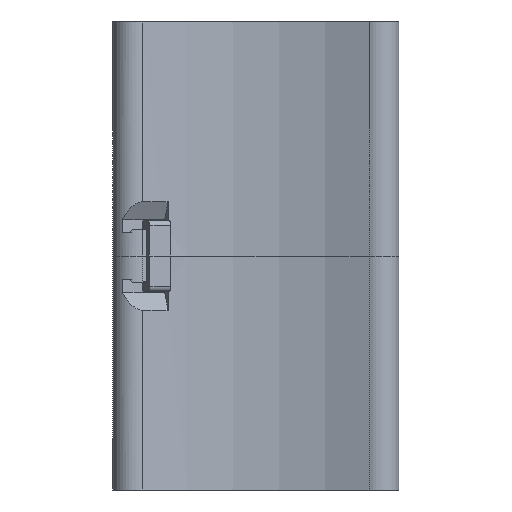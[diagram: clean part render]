
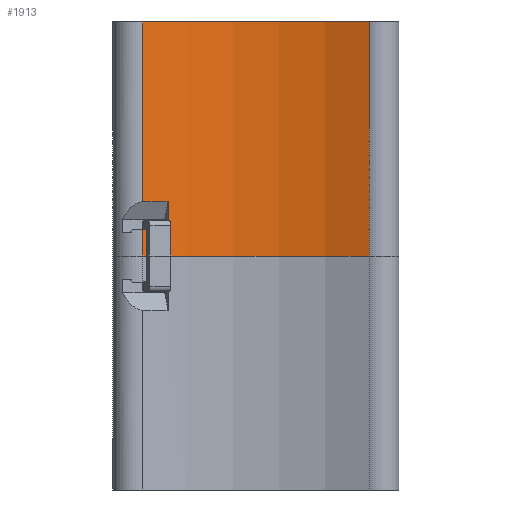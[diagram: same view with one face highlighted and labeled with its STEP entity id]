
A CAD part, front view. The second image highlights one B-rep face of the part: STEP entity #1913.
In plain terms, the highlighted cylindrical face has radius 51.799 mm (diameter 103.598 mm), a partial arc.
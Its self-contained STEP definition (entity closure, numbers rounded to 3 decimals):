
#176=FACE_OUTER_BOUND('',#292,.T.);
#292=EDGE_LOOP('',(#1386,#1387,#1388,#1389,#1390,#1391,#1392,#1393));
#393=LINE('',#2960,#527);
#398=LINE('',#3001,#532);
#400=LINE('',#3008,#534);
#410=LINE('',#3160,#544);
#527=VECTOR('',#2324,10.);
#532=VECTOR('',#2353,10.);
#534=VECTOR('',#2359,10.);
#544=VECTOR('',#2425,10.);
#655=CIRCLE('',#2037,51.799);
#658=CIRCLE('',#2042,51.799);
#680=CIRCLE('',#2083,51.799);
#681=CIRCLE('',#2084,51.799);
#788=VERTEX_POINT('',#2944);
#789=VERTEX_POINT('',#2955);
#790=VERTEX_POINT('',#2959);
#793=VERTEX_POINT('',#2969);
#796=VERTEX_POINT('',#3000);
#799=VERTEX_POINT('',#3006);
#825=VERTEX_POINT('',#3157);
#826=VERTEX_POINT('',#3159);
#983=EDGE_CURVE('',#788,#789,#655,.T.);
#984=EDGE_CURVE('',#789,#790,#393,.T.);
#991=EDGE_CURVE('',#790,#793,#658,.T.);
#999=EDGE_CURVE('',#788,#796,#398,.T.);
#1003=EDGE_CURVE('',#799,#793,#400,.T.);
#1039=EDGE_CURVE('',#825,#826,#410,.T.);
#1042=EDGE_CURVE('',#826,#799,#680,.T.);
#1043=EDGE_CURVE('',#796,#825,#681,.T.);
#1386=ORIENTED_EDGE('',*,*,#991,.T.);
#1387=ORIENTED_EDGE('',*,*,#1003,.F.);
#1388=ORIENTED_EDGE('',*,*,#1042,.F.);
#1389=ORIENTED_EDGE('',*,*,#1039,.F.);
#1390=ORIENTED_EDGE('',*,*,#1043,.F.);
#1391=ORIENTED_EDGE('',*,*,#999,.F.);
#1392=ORIENTED_EDGE('',*,*,#983,.T.);
#1393=ORIENTED_EDGE('',*,*,#984,.T.);
#1855=CYLINDRICAL_SURFACE('',#2082,51.799);
#1913=ADVANCED_FACE('',(#176),#1855,.F.);
#2037=AXIS2_PLACEMENT_3D('',#2957,#2320,#2321);
#2042=AXIS2_PLACEMENT_3D('',#2972,#2335,#2336);
#2082=AXIS2_PLACEMENT_3D('',#3164,#2429,#2430);
#2083=AXIS2_PLACEMENT_3D('',#3165,#2431,#2432);
#2084=AXIS2_PLACEMENT_3D('',#3166,#2433,#2434);
#2320=DIRECTION('center_axis',(0.,0.,-1.));
#2321=DIRECTION('ref_axis',(1.,0.,0.));
#2324=DIRECTION('',(0.,0.,-1.));
#2335=DIRECTION('center_axis',(0.,0.,
1.));
#2336=DIRECTION('ref_axis',(1.,0.,0.));
#2353=DIRECTION('',(0.,0.,1.));
#2359=DIRECTION('',(0.,0.,1.));
#2425=DIRECTION('',(0.,0.,-1.));
#2429=DIRECTION('center_axis',(0.,0.,1.));
#2430=DIRECTION('ref_axis',(1.,0.,0.));
#2431=DIRECTION('center_axis',(0.,0.,1.));
#2432=DIRECTION('ref_axis',(1.,0.,0.));
#2433=DIRECTION('center_axis',(0.,0.,-1.));
#2434=DIRECTION('ref_axis',(1.,0.,0.));
#2944=CARTESIAN_POINT('',(-21.815,-81.915,5.45));
#2955=CARTESIAN_POINT('',(-16.893,-79.929,5.45));
#2957=CARTESIAN_POINT('Origin',(0.,-128.896,
5.45));
#2959=CARTESIAN_POINT('',(-16.893,-79.929,0.));
#2960=CARTESIAN_POINT('',(-16.893,-79.929,0.));
#2969=CARTESIAN_POINT('',(-21.815,-81.915,0.));
#2972=CARTESIAN_POINT('Origin',(0.,-128.896,
0.));
#3000=CARTESIAN_POINT('',(-21.815,-81.915,40.));
#3001=CARTESIAN_POINT('',(-21.815,-81.915,0.));
#3006=CARTESIAN_POINT('',(-21.815,-81.915,-5.));
#3008=CARTESIAN_POINT('',(-21.815,-81.915,0.));
#3157=CARTESIAN_POINT('',(21.815,-81.915,40.));
#3159=CARTESIAN_POINT('',(21.815,-81.915,-5.));
#3160=CARTESIAN_POINT('',(21.815,-81.915,0.));
#3164=CARTESIAN_POINT('Origin',(0.,-128.896,
0.));
#3165=CARTESIAN_POINT('Origin',(0.,-128.896,
-5.));
#3166=CARTESIAN_POINT('Origin',(0.,-128.896,
40.));
